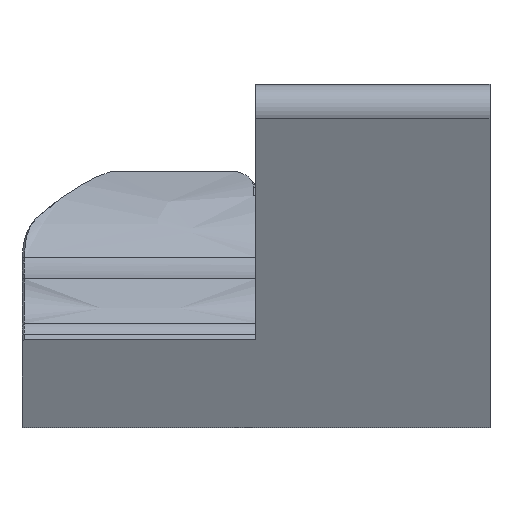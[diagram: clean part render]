
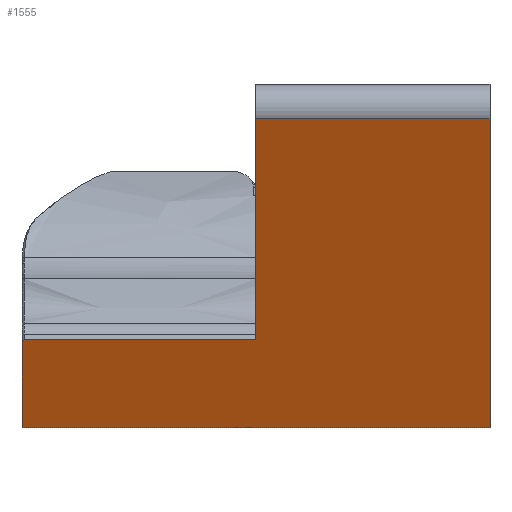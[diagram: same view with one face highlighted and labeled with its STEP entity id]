
A CAD part, top view. The second image highlights one B-rep face of the part: STEP entity #1555.
In plain terms, the highlighted planar face has unit normal (0, -0.423, 0.906).
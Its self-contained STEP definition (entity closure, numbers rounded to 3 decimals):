
#36=PLANE('',#1647);
#248=LINE('',#4190,#315);
#266=LINE('',#4851,#333);
#271=LINE('',#4968,#338);
#272=LINE('',#4970,#339);
#273=LINE('',#4972,#340);
#274=LINE('',#4974,#341);
#275=LINE('',#4975,#342);
#315=VECTOR('',#1780,10.);
#333=VECTOR('',#1820,10.);
#338=VECTOR('',#1827,10.);
#339=VECTOR('',#1828,10.);
#340=VECTOR('',#1829,10.);
#341=VECTOR('',#1830,10.);
#342=VECTOR('',#1831,10.);
#426=FACE_OUTER_BOUND('',#502,.T.);
#502=EDGE_LOOP('',(#1360,#1361,#1362,#1363,#1364,#1365,#1366));
#693=VERTEX_POINT('',#4187);
#694=VERTEX_POINT('',#4189);
#726=VERTEX_POINT('',#4849);
#727=VERTEX_POINT('',#4850);
#731=VERTEX_POINT('',#4969);
#732=VERTEX_POINT('',#4971);
#733=VERTEX_POINT('',#4973);
#898=EDGE_CURVE('',#694,#693,#248,.T.);
#949=EDGE_CURVE('',#726,#727,#266,.T.);
#960=EDGE_CURVE('',#726,#694,#271,.T.);
#961=EDGE_CURVE('',#731,#693,#272,.T.);
#962=EDGE_CURVE('',#732,#731,#273,.T.);
#963=EDGE_CURVE('',#732,#733,#274,.T.);
#964=EDGE_CURVE('',#727,#733,#275,.T.);
#1360=ORIENTED_EDGE('',*,*,#949,.F.);
#1361=ORIENTED_EDGE('',*,*,#960,.T.);
#1362=ORIENTED_EDGE('',*,*,#898,.T.);
#1363=ORIENTED_EDGE('',*,*,#961,.F.);
#1364=ORIENTED_EDGE('',*,*,#962,.F.);
#1365=ORIENTED_EDGE('',*,*,#963,.T.);
#1366=ORIENTED_EDGE('',*,*,#964,.F.);
#1555=ADVANCED_FACE('',(#426),#36,.T.);
#1647=AXIS2_PLACEMENT_3D('',#4967,#1825,#1826);
#1780=DIRECTION('',(1.,0.,0.));
#1820=DIRECTION('',(0.577,0.74,0.345));
#1825=DIRECTION('center_axis',(0.,-0.423,0.906));
#1826=DIRECTION('ref_axis',(0.,0.906,0.423));
#1827=DIRECTION('',(0.,-0.906,-0.423));
#1828=DIRECTION('',(0.,-0.906,-0.423));
#1829=DIRECTION('',(1.,0.,0.));
#1830=DIRECTION('',(0.,-0.906,-0.423));
#1831=DIRECTION('',(1.,0.,0.));
#4187=CARTESIAN_POINT('',(40.463,-51.454,44.973));
#4189=CARTESIAN_POINT('',(-56.064,-51.454,44.973));
#4190=CARTESIAN_POINT('',(-7.852,-51.454,44.973));
#4849=CARTESIAN_POINT('',(-56.064,-33.969,53.126));
#4850=CARTESIAN_POINT('',(-55.564,-33.328,53.425));
#4851=CARTESIAN_POINT('',(-42.364,-16.409,61.315));
#4967=CARTESIAN_POINT('Origin',(40.463,-51.454,44.973));
#4968=CARTESIAN_POINT('',(-56.064,-18.65,60.269));
#4969=CARTESIAN_POINT('',(40.463,12.137,74.626));
#4970=CARTESIAN_POINT('',(40.463,-3.65,67.264));
#4971=CARTESIAN_POINT('',(-7.852,12.137,74.626));
#4972=CARTESIAN_POINT('',(28.384,12.137,74.626));
#4973=CARTESIAN_POINT('',(-7.852,-33.328,53.425));
#4974=CARTESIAN_POINT('',(-7.852,-35.515,52.405));
#4975=CARTESIAN_POINT('',(-7.801,-33.328,53.425));
